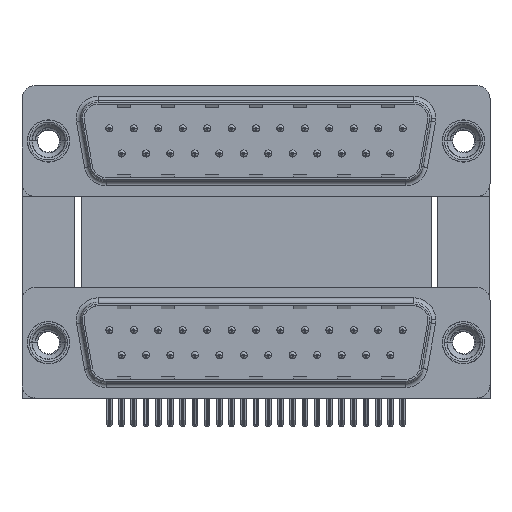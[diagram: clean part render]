
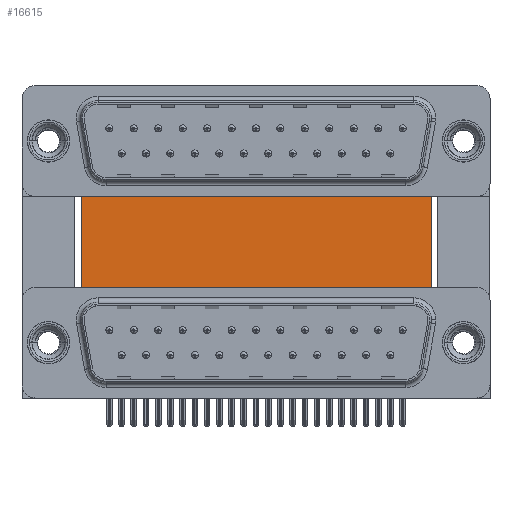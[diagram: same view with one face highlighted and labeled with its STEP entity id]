
A CAD part, top view. The second image highlights one B-rep face of the part: STEP entity #16615.
In plain terms, the highlighted planar face has unit normal (0, 0, 1).
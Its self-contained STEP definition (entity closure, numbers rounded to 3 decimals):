
#551 = CARTESIAN_POINT ( 'NONE',  ( 43.43, 16.585, -12. ) ) ;
#1288 = CARTESIAN_POINT ( 'NONE',  ( 3.79, -3.735, -12. ) ) ;
#6362 = ORIENTED_EDGE ( 'NONE', *, *, #34945, .F. ) ;
#6663 = LINE ( 'NONE', #19036, #17601 ) ;
#7008 = VECTOR ( 'NONE', #9275, 1000. ) ;
#7395 = VERTEX_POINT ( 'NONE', #19944 ) ;
#7691 = LINE ( 'NONE', #551, #30561 ) ;
#9275 = DIRECTION ( 'NONE',  ( 0., -1., 0. ) ) ;
#11307 = CARTESIAN_POINT ( 'NONE',  ( 3.79, 16.585, -12. ) ) ;
#11528 = FACE_OUTER_BOUND ( 'NONE', #33367, .T. ) ;
#13847 = EDGE_CURVE ( 'NONE', #38859, #30865, #25528, .T. ) ;
#14402 = DIRECTION ( 'NONE',  ( 1., 0., 0. ) ) ;
#14750 = AXIS2_PLACEMENT_3D ( 'NONE', #11307, #24725, #38377 ) ;
#16615 = ADVANCED_FACE ( 'NONE', ( #11528 ), #37945, .F. ) ;
#17601 = VECTOR ( 'NONE', #19872, 1000. ) ;
#19036 = CARTESIAN_POINT ( 'NONE',  ( 3.79, 16.585, -12. ) ) ;
#19872 = DIRECTION ( 'NONE',  ( 1., 0., 0. ) ) ;
#19944 = CARTESIAN_POINT ( 'NONE',  ( 43.43, 16.585, -12. ) ) ;
#21830 = CARTESIAN_POINT ( 'NONE',  ( 3.79, 16.585, -12. ) ) ;
#23934 = DIRECTION ( 'NONE',  ( 0., -1., 0. ) ) ;
#24167 = VERTEX_POINT ( 'NONE', #39613 ) ;
#24725 = DIRECTION ( 'NONE',  ( 0., 0., -1. ) ) ;
#25528 = LINE ( 'NONE', #21830, #7008 ) ;
#28785 = VECTOR ( 'NONE', #14402, 1000. ) ;
#29226 = CARTESIAN_POINT ( 'NONE',  ( 3.79, 16.585, -12. ) ) ;
#30561 = VECTOR ( 'NONE', #23934, 1000. ) ;
#30865 = VERTEX_POINT ( 'NONE', #1288 ) ;
#31265 = CARTESIAN_POINT ( 'NONE',  ( 3.79, -3.735, -12. ) ) ;
#33367 = EDGE_LOOP ( 'NONE', ( #37707, #6362, #34437, #33788 ) ) ;
#33788 = ORIENTED_EDGE ( 'NONE', *, *, #13847, .T. ) ;
#34437 = ORIENTED_EDGE ( 'NONE', *, *, #39282, .F. ) ;
#34945 = EDGE_CURVE ( 'NONE', #7395, #24167, #7691, .T. ) ;
#34946 = LINE ( 'NONE', #31265, #28785 ) ;
#37707 = ORIENTED_EDGE ( 'NONE', *, *, #41484, .T. ) ;
#37945 = PLANE ( 'NONE',  #14750 ) ;
#38377 = DIRECTION ( 'NONE',  ( -1., 0., 0. ) ) ;
#38859 = VERTEX_POINT ( 'NONE', #29226 ) ;
#39282 = EDGE_CURVE ( 'NONE', #38859, #7395, #6663, .T. ) ;
#39613 = CARTESIAN_POINT ( 'NONE',  ( 43.43, -3.735, -12. ) ) ;
#41484 = EDGE_CURVE ( 'NONE', #30865, #24167, #34946, .T. ) ;
